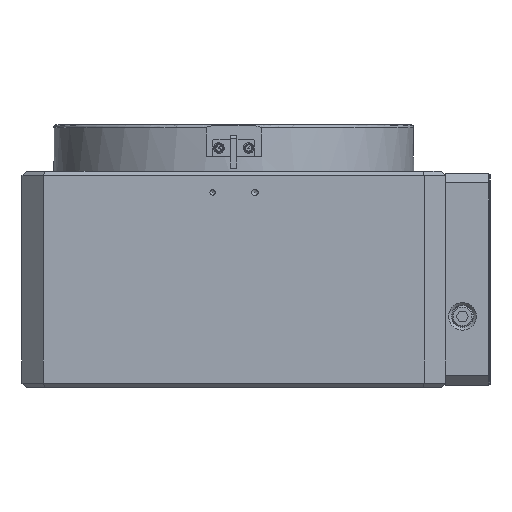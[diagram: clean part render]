
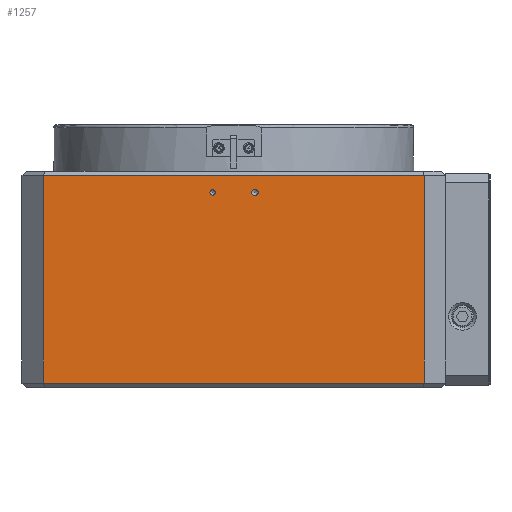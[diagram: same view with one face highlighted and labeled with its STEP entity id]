
A CAD part, left-side view. The second image highlights one B-rep face of the part: STEP entity #1257.
In plain terms, the highlighted planar face has unit normal (-1, 0, 0).
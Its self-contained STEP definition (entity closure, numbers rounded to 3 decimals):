
#1257 = ADVANCED_FACE( '', ( #2640, #2641, #2642 ), #2643, .F. );
#2640 = FACE_BOUND( '', #4256, .T. );
#2641 = FACE_BOUND( '', #4257, .T. );
#2642 = FACE_OUTER_BOUND( '', #4258, .T. );
#2643 = PLANE( '', #4259 );
#4256 = EDGE_LOOP( '', ( #6683 ) );
#4257 = EDGE_LOOP( '', ( #6684 ) );
#4258 = EDGE_LOOP( '', ( #6685, #6686, #6687, #6688 ) );
#4259 = AXIS2_PLACEMENT_3D( '', #6689, #6690, #6691 );
#6683 = ORIENTED_EDGE( '', *, *, #8780, .T. );
#6684 = ORIENTED_EDGE( '', *, *, #8781, .T. );
#6685 = ORIENTED_EDGE( '', *, *, #8538, .T. );
#6686 = ORIENTED_EDGE( '', *, *, #8782, .T. );
#6687 = ORIENTED_EDGE( '', *, *, #7975, .T. );
#6688 = ORIENTED_EDGE( '', *, *, #8783, .T. );
#6689 = CARTESIAN_POINT( '', ( -121., 100., 102. ) );
#6690 = DIRECTION( '', ( 1., 0., 0. ) );
#6691 = DIRECTION( '', ( 0., 1., 0. ) );
#7975 = EDGE_CURVE( '', #9106, #9107, #9108, .T. );
#8538 = EDGE_CURVE( '', #10014, #9818, #10015, .T. );
#8780 = EDGE_CURVE( '', #10373, #10373, #10374, .T. );
#8781 = EDGE_CURVE( '', #10375, #10375, #10376, .T. );
#8782 = EDGE_CURVE( '', #9818, #9106, #10377, .T. );
#8783 = EDGE_CURVE( '', #9107, #10014, #10378, .T. );
#9106 = VERTEX_POINT( '', #10747 );
#9107 = VERTEX_POINT( '', #10748 );
#9108 = LINE( '', #10749, #10750 );
#9818 = VERTEX_POINT( '', #11923 );
#10014 = VERTEX_POINT( '', #12244 );
#10015 = LINE( '', #12245, #12246 );
#10373 = VERTEX_POINT( '', #12904 );
#10374 = CIRCLE( '', #12905, 1.5 );
#10375 = VERTEX_POINT( '', #12906 );
#10376 = CIRCLE( '', #12907, 1.25 );
#10377 = LINE( '', #12908, #12909 );
#10378 = LINE( '', #12910, #12911 );
#10747 = CARTESIAN_POINT( '', ( -121., -90., 2. ) );
#10748 = CARTESIAN_POINT( '', ( -121., -90., 100. ) );
#10749 = CARTESIAN_POINT( '', ( -121., -90., 102. ) );
#10750 = VECTOR( '', #13355, 1000. );
#11923 = CARTESIAN_POINT( '', ( -121., 90., 2. ) );
#12244 = CARTESIAN_POINT( '', ( -121., 90., 100. ) );
#12245 = CARTESIAN_POINT( '', ( -121., 90., 102. ) );
#12246 = VECTOR( '', #14130, 1000. );
#12904 = CARTESIAN_POINT( '', ( -121., -11.5, 92. ) );
#12905 = AXIS2_PLACEMENT_3D( '', #14432, #14433, #14434 );
#12906 = CARTESIAN_POINT( '', ( -121., 8.75, 92. ) );
#12907 = AXIS2_PLACEMENT_3D( '', #14435, #14436, #14437 );
#12908 = CARTESIAN_POINT( '', ( -121., 100., 2. ) );
#12909 = VECTOR( '', #14438, 1000. );
#12910 = CARTESIAN_POINT( '', ( -121., 90., 100. ) );
#12911 = VECTOR( '', #14439, 1000. );
#13355 = DIRECTION( '', ( 0., 0., 1. ) );
#14130 = DIRECTION( '', ( 0., 0., -1. ) );
#14432 = CARTESIAN_POINT( '', ( -121., -10., 92. ) );
#14433 = DIRECTION( '', ( 1., 0., 0. ) );
#14434 = DIRECTION( '', ( 0., -1., 0. ) );
#14435 = CARTESIAN_POINT( '', ( -121., 10., 92. ) );
#14436 = DIRECTION( '', ( 1., 0., 0. ) );
#14437 = DIRECTION( '', ( 0., -1., 0. ) );
#14438 = DIRECTION( '', ( 0., -1., 0. ) );
#14439 = DIRECTION( '', ( 0., 1., 0. ) );
